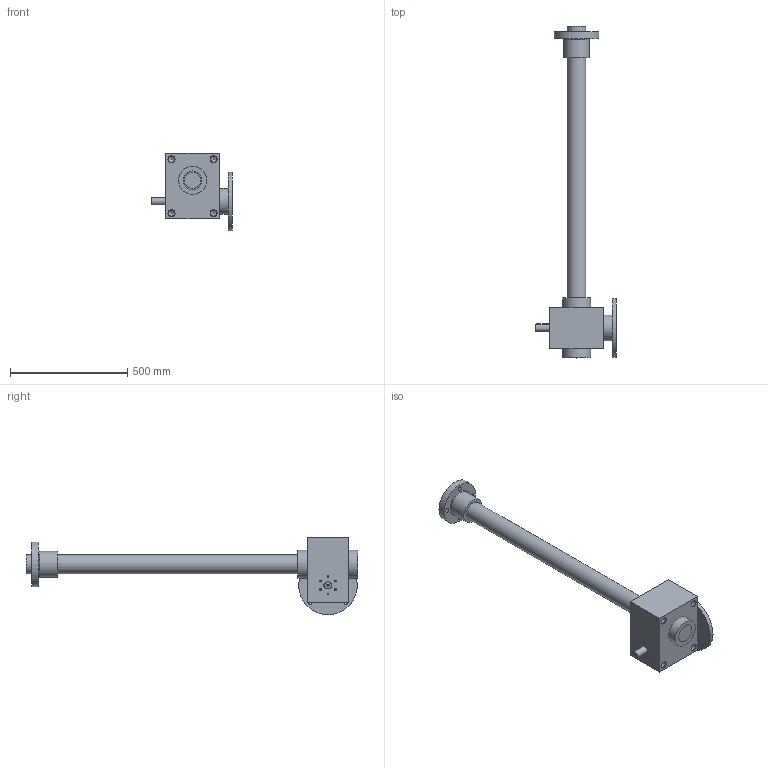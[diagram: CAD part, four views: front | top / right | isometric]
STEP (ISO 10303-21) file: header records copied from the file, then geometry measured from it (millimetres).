
FILE_DESCRIPTION( ( 'STEP AP214' ), ' ' );
FILE_NAME( 'TPR8010_MBD_100-112_B5_R.1_5_C.1000_-_-_-_-_-_-.stp', '2017-08-20T12:27:39', ( '' ), ( '' ), ' ', 'PARTsolutions', ' ' );
FILE_SCHEMA( ( 'AUTOMOTIVE_DESIGN { 1 0 10303 214 1 1 1 1 }' ) );
Length unit declared in the file: millimetre
Products named in the file (6): TPR8010_MBD_100-112/B5_R.1/5_C.1000_-_-_-_-_-_-; _TPR8010_4_1_1_1_tpr_1; _TPR8010-2; _TPR8010_1000_11-_tpr_3; _TPR8010_1000_1_tpr_4; _8010_9-fl
Assembly tree (5 placements, depth 2):
  TPR8010_MBD_100-112/B5_R.1/5_C.1000_-_-_-_-_-_-
    _TPR8010_4_1_1_1_tpr_1
    _TPR8010-2
    _TPR8010_1000_11-_tpr_3
    _TPR8010_1000_1_tpr_4
    _8010_9-fl
Bounding box: 345 x 1416 x 330 mm (x, y, z)
Volume: 20325444.5 mm3; surface area: 1073254.4 mm2
Topology: 5 solids, 5 shells, 215 faces, 533 edges, 344 vertices
Faces by surface type: plane 101, cylinder 71, cone 42, torus 1
Full cylindrical faces by diameter (mm): 6.647 x6, 8.376 x1, 10.106 x4, 18 x4, 26.211 x8, 30 x2, 55 x1, 70 x2, 80 x1, 110 x2, 120 x2, 180 x1, 190 x1, 250 x1
Entity records: 7736 total; most frequent: CARTESIAN_POINT 1048, DIRECTION 1038, ORIENTED_EDGE 860, EDGE_CURVE 430, AXIS2_PLACEMENT_3D 389, VERTEX_POINT 335, EDGE_LOOP 332, LINE 260
